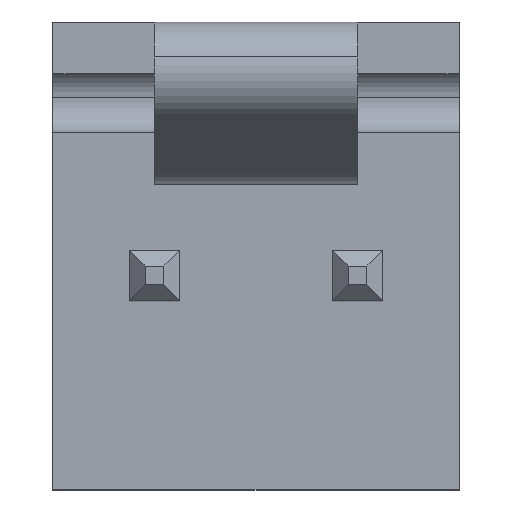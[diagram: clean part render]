
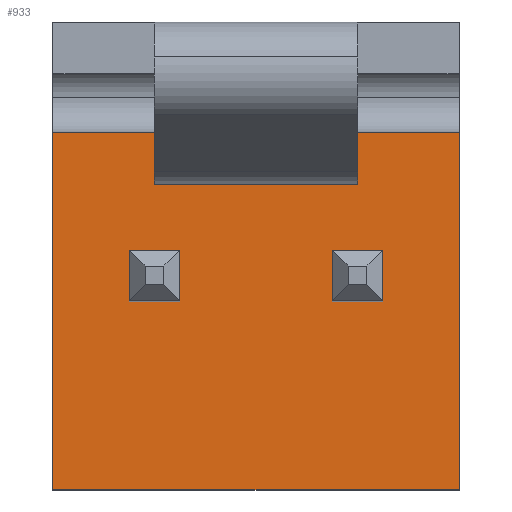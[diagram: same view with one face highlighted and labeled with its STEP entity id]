
A CAD part, top view. The second image highlights one B-rep face of the part: STEP entity #933.
In plain terms, the highlighted planar face has unit normal (0, 0, 1).
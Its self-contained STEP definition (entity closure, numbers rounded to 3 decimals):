
#98=CARTESIAN_POINT('',(-1.588,-0.127,0.0));
#99=VERTEX_POINT('',#98);
#106=CARTESIAN_POINT('',(-1.588,-0.762,0.0));
#107=VERTEX_POINT('',#106);
#108=CARTESIAN_POINT('',(-1.588,-0.762,0.0));
#109=DIRECTION('',(0.0,1.0,0.0));
#110=VECTOR('',#109,0.635);
#111=LINE('',#108,#110);
#112=EDGE_CURVE('',#107,#99,#111,.T.);
#136=CARTESIAN_POINT('',(-0.953,-0.127,0.0));
#137=VERTEX_POINT('',#136);
#144=CARTESIAN_POINT('',(-1.588,-0.127,0.0));
#145=DIRECTION('',(1.0,0.0,0.0));
#146=VECTOR('',#145,0.635);
#147=LINE('',#144,#146);
#148=EDGE_CURVE('',#99,#137,#147,.T.);
#168=CARTESIAN_POINT('',(-0.953,-0.762,0.0));
#169=VERTEX_POINT('',#168);
#170=CARTESIAN_POINT('',(-1.588,-0.762,0.0));
#171=DIRECTION('',(1.0,0.0,0.0));
#172=VECTOR('',#171,0.635);
#173=LINE('',#170,#172);
#174=EDGE_CURVE('',#107,#169,#173,.T.);
#197=CARTESIAN_POINT('',(-0.953,-0.762,0.0));
#198=DIRECTION('',(0.0,1.0,0.0));
#199=VECTOR('',#198,0.635);
#200=LINE('',#197,#199);
#201=EDGE_CURVE('',#169,#137,#200,.T.);
#222=CARTESIAN_POINT('',(0.953,-0.127,0.0));
#223=VERTEX_POINT('',#222);
#230=CARTESIAN_POINT('',(0.953,-0.762,0.0));
#231=VERTEX_POINT('',#230);
#232=CARTESIAN_POINT('',(0.953,-0.762,0.0));
#233=DIRECTION('',(0.0,1.0,0.0));
#234=VECTOR('',#233,0.635);
#235=LINE('',#232,#234);
#236=EDGE_CURVE('',#231,#223,#235,.T.);
#260=CARTESIAN_POINT('',(1.588,-0.127,0.0));
#261=VERTEX_POINT('',#260);
#268=CARTESIAN_POINT('',(0.953,-0.127,0.0));
#269=DIRECTION('',(1.0,0.0,0.0));
#270=VECTOR('',#269,0.635);
#271=LINE('',#268,#270);
#272=EDGE_CURVE('',#223,#261,#271,.T.);
#292=CARTESIAN_POINT('',(1.588,-0.762,0.0));
#293=VERTEX_POINT('',#292);
#294=CARTESIAN_POINT('',(0.953,-0.762,0.0));
#295=DIRECTION('',(1.0,0.0,0.0));
#296=VECTOR('',#295,0.635);
#297=LINE('',#294,#296);
#298=EDGE_CURVE('',#231,#293,#297,.T.);
#321=CARTESIAN_POINT('',(1.588,-0.762,0.0));
#322=DIRECTION('',(0.0,1.0,0.0));
#323=VECTOR('',#322,0.635);
#324=LINE('',#321,#323);
#325=EDGE_CURVE('',#293,#261,#324,.T.);
#596=CARTESIAN_POINT('',(-2.54,-3.112,0.0));
#597=VERTEX_POINT('',#596);
#604=CARTESIAN_POINT('',(-2.54,1.359,0.0));
#605=VERTEX_POINT('',#604);
#606=CARTESIAN_POINT('',(-2.54,1.359,0.0));
#607=DIRECTION('',(0.0,-1.0,0.0));
#608=VECTOR('',#607,4.47);
#609=LINE('',#606,#608);
#610=EDGE_CURVE('',#605,#597,#609,.T.);
#880=CARTESIAN_POINT('',(2.54,-3.112,0.0));
#881=VERTEX_POINT('',#880);
#888=CARTESIAN_POINT('',(-2.54,-3.112,0.0));
#889=DIRECTION('',(1.0,0.0,0.0));
#890=VECTOR('',#889,5.08);
#891=LINE('',#888,#890);
#892=EDGE_CURVE('',#597,#881,#891,.T.);
#898=CARTESIAN_POINT('',(-2.794,-3.335,0.0));
#899=DIRECTION('',(0.0,0.0,1.0));
#900=DIRECTION('',(1.0,0.0,0.0));
#901=AXIS2_PLACEMENT_3D('',#898,#899,#900);
#902=PLANE('',#901);
#903=ORIENTED_EDGE('',*,*,#892,.T.);
#904=CARTESIAN_POINT('',(2.54,1.359,0.0));
#905=VERTEX_POINT('',#904);
#906=CARTESIAN_POINT('',(2.54,1.359,0.0));
#907=DIRECTION('',(0.0,-1.0,0.0));
#908=VECTOR('',#907,4.47);
#909=LINE('',#906,#908);
#910=EDGE_CURVE('',#905,#881,#909,.T.);
#911=ORIENTED_EDGE('',*,*,#910,.F.);
#912=CARTESIAN_POINT('',(-2.54,1.359,0.0));
#913=DIRECTION('',(1.0,0.0,0.0));
#914=VECTOR('',#913,5.08);
#915=LINE('',#912,#914);
#916=EDGE_CURVE('',#605,#905,#915,.T.);
#917=ORIENTED_EDGE('',*,*,#916,.F.);
#918=ORIENTED_EDGE('',*,*,#610,.T.);
#919=EDGE_LOOP('',(#903,#911,#917,#918));
#920=FACE_OUTER_BOUND('',#919,.T.);
#921=ORIENTED_EDGE('',*,*,#272,.T.);
#922=ORIENTED_EDGE('',*,*,#325,.F.);
#923=ORIENTED_EDGE('',*,*,#298,.F.);
#924=ORIENTED_EDGE('',*,*,#236,.T.);
#925=EDGE_LOOP('',(#921,#922,#923,#924));
#926=FACE_BOUND('',#925,.T.);
#927=ORIENTED_EDGE('',*,*,#148,.T.);
#928=ORIENTED_EDGE('',*,*,#201,.F.);
#929=ORIENTED_EDGE('',*,*,#174,.F.);
#930=ORIENTED_EDGE('',*,*,#112,.T.);
#931=EDGE_LOOP('',(#927,#928,#929,#930));
#932=FACE_BOUND('',#931,.T.);
#933=ADVANCED_FACE('',(#920,#926,#932),#902,.T.);
